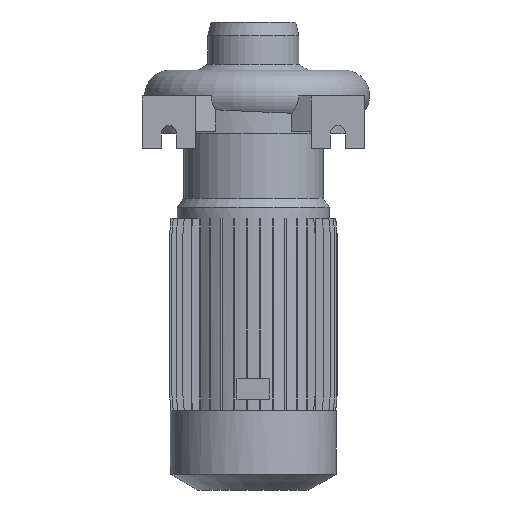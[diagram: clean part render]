
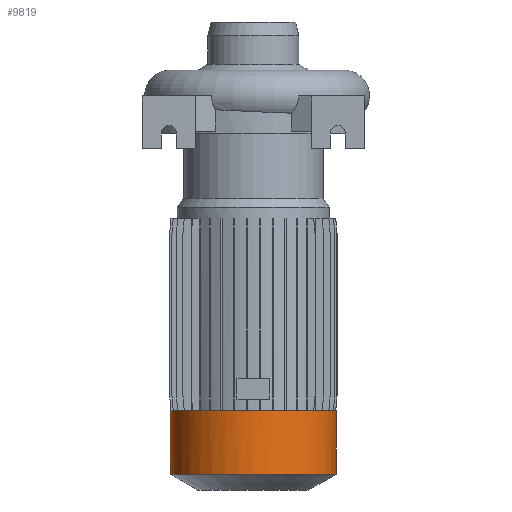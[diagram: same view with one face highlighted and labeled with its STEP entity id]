
A CAD part, front view. The second image highlights one B-rep face of the part: STEP entity #9819.
In plain terms, the highlighted cylindrical face has radius 78.5 mm (diameter 157 mm), a partial arc.
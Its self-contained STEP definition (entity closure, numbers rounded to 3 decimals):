
#70 = EDGE_CURVE ( 'NONE', #1646, #7833, #10441, .T. ) ;
#447 = CYLINDRICAL_SURFACE ( 'NONE', #4040, 78.5 ) ;
#524 = CARTESIAN_POINT ( 'NONE',  ( 0., 0., -358. ) ) ;
#652 = AXIS2_PLACEMENT_3D ( 'NONE', #524, #4345, #8270 ) ;
#1389 = CIRCLE ( 'NONE', #4995, 78.5 ) ;
#1568 = DIRECTION ( 'NONE',  ( 0., 0., 1. ) ) ;
#1646 = VERTEX_POINT ( 'NONE', #1647 ) ;
#1647 = CARTESIAN_POINT ( 'NONE',  ( -78.5, 0., -358. ) ) ;
#1785 = ORIENTED_EDGE ( 'NONE', *, *, #10306, .T. ) ;
#1915 = CARTESIAN_POINT ( 'NONE',  ( -78.5, 0., -298. ) ) ;
#2180 = CARTESIAN_POINT ( 'NONE',  ( 78.5, 0., -358. ) ) ;
#2274 = FACE_OUTER_BOUND ( 'NONE', #9221, .T. ) ;
#2448 = CARTESIAN_POINT ( 'NONE',  ( 0., 0., 70. ) ) ;
#3041 = VERTEX_POINT ( 'NONE', #4406 ) ;
#3256 = CARTESIAN_POINT ( 'NONE',  ( 78.5, 0., 70. ) ) ;
#3316 = ORIENTED_EDGE ( 'NONE', *, *, #11661, .F. ) ;
#3480 = ORIENTED_EDGE ( 'NONE', *, *, #7786, .F. ) ;
#4040 = AXIS2_PLACEMENT_3D ( 'NONE', #2448, #11769, #11937 ) ;
#4345 = DIRECTION ( 'NONE',  ( 0., 0., 1. ) ) ;
#4406 = CARTESIAN_POINT ( 'NONE',  ( 78.5, 0., -298. ) ) ;
#4464 = VECTOR ( 'NONE', #1568, 1000. ) ;
#4689 = DIRECTION ( 'NONE',  ( 0., 0., 1. ) ) ;
#4995 = AXIS2_PLACEMENT_3D ( 'NONE', #7627, #4689, #8500 ) ;
#7041 = VERTEX_POINT ( 'NONE', #1915 ) ;
#7482 = ORIENTED_EDGE ( 'NONE', *, *, #70, .T. ) ;
#7627 = CARTESIAN_POINT ( 'NONE',  ( 0., 0., -298. ) ) ;
#7786 = EDGE_CURVE ( 'NONE', #7041, #3041, #1389, .T. ) ;
#7833 = VERTEX_POINT ( 'NONE', #2180 ) ;
#7834 = VECTOR ( 'NONE', #10945, 1000. ) ;
#8270 = DIRECTION ( 'NONE',  ( 1., 0., 0. ) ) ;
#8500 = DIRECTION ( 'NONE',  ( 1., 0., 0. ) ) ;
#9221 = EDGE_LOOP ( 'NONE', ( #3316, #7482, #1785, #3480 ) ) ;
#9819 = ADVANCED_FACE ( 'NONE', ( #2274 ), #447, .T. ) ;
#10139 = LINE ( 'NONE', #11094, #4464 ) ;
#10306 = EDGE_CURVE ( 'NONE', #7833, #3041, #11813, .T. ) ;
#10441 = CIRCLE ( 'NONE', #652, 78.5 ) ;
#10945 = DIRECTION ( 'NONE',  ( 0., 0., 1. ) ) ;
#11094 = CARTESIAN_POINT ( 'NONE',  ( -78.5, 0., 70. ) ) ;
#11661 = EDGE_CURVE ( 'NONE', #1646, #7041, #10139, .T. ) ;
#11769 = DIRECTION ( 'NONE',  ( 0., 0., 1. ) ) ;
#11813 = LINE ( 'NONE', #3256, #7834 ) ;
#11937 = DIRECTION ( 'NONE',  ( 1., 0., 0. ) ) ;
